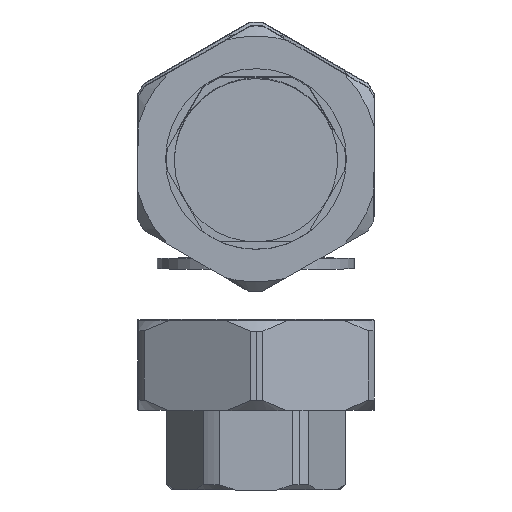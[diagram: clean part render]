
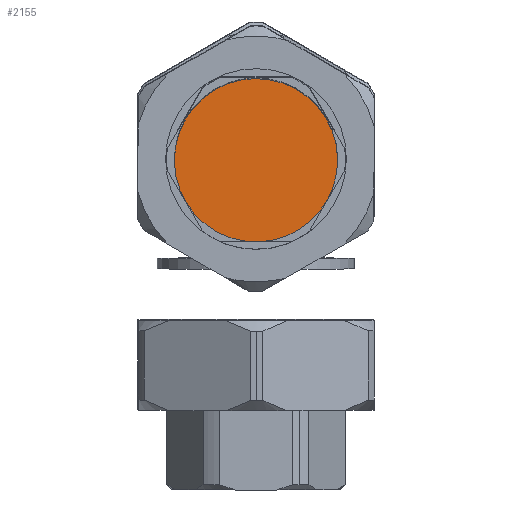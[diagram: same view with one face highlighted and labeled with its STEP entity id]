
A CAD part, front view. The second image highlights one B-rep face of the part: STEP entity #2155.
In plain terms, the highlighted planar face has unit normal (0, -1, -0.007).
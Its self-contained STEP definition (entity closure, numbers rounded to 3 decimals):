
#2107=CARTESIAN_POINT('Vertex',(7.623,-61.773,45.735)) ;
#2110=CARTESIAN_POINT('Axis2P3D Location',(0.,-61.675,31.781)) ;
#2114=CARTESIAN_POINT('Vertex',(-7.623,-61.578,17.828)) ;
#2134=CARTESIAN_POINT('Axis2P3D Location',(0.,-61.675,31.781)) ;
#2146=CARTESIAN_POINT('Axis2P3D Location',(0.,-61.675,31.781)) ;
#2111=DIRECTION('Axis2P3D Direction',(-0.,1.,0.007)) ;
#2135=DIRECTION('Axis2P3D Direction',(-0.,1.,0.007)) ;
#2147=DIRECTION('Axis2P3D Direction',(-0.,1.,0.007)) ;
#2148=DIRECTION('Axis2P3D XDirection',(1.,0.,0.)) ;
#2112=AXIS2_PLACEMENT_3D('Circle Axis2P3D',#2110,#2111,$) ;
#2136=AXIS2_PLACEMENT_3D('Circle Axis2P3D',#2134,#2135,$) ;
#2149=AXIS2_PLACEMENT_3D('Plane Axis2P3D',#2146,#2147,#2148) ;
#2113=CIRCLE('generated circle',#2112,15.9) ;
#2137=CIRCLE('generated circle',#2136,15.9) ;
#2150=PLANE('',#2149) ;
#2116=EDGE_CURVE('',#2108,#2115,#2113,.T.) ;
#2138=EDGE_CURVE('',#2115,#2108,#2137,.T.) ;
#2152=ORIENTED_EDGE('',*,*,#2116,.F.) ;
#2153=ORIENTED_EDGE('',*,*,#2138,.F.) ;
#2151=EDGE_LOOP('',(#2152,#2153)) ;
#2108=VERTEX_POINT('',#2107) ;
#2115=VERTEX_POINT('',#2114) ;
#2155=ADVANCED_FACE('PartBody',(#2154),#2150,.F.) ;
#2154=FACE_OUTER_BOUND('',#2151,.T.) ;
